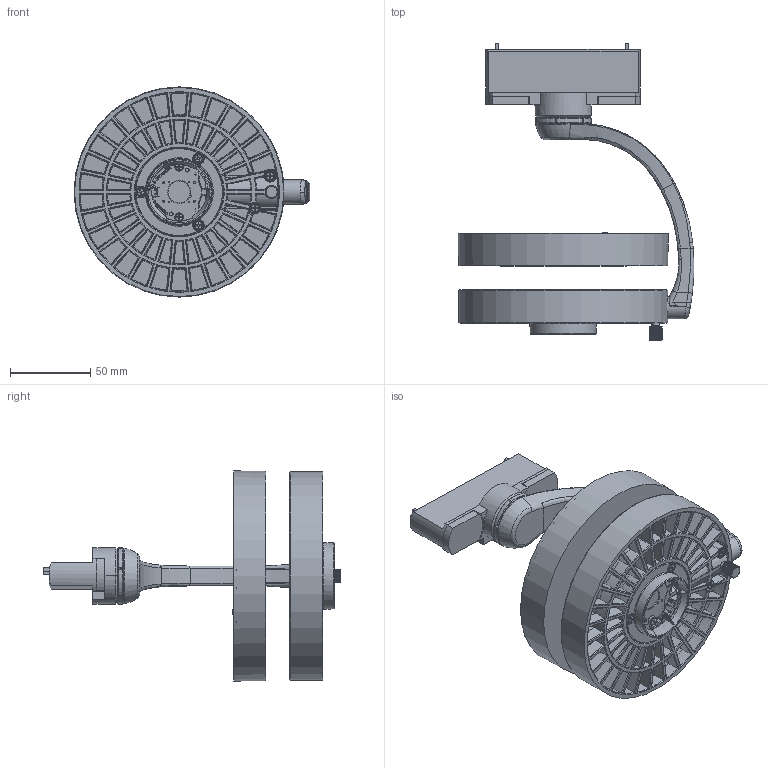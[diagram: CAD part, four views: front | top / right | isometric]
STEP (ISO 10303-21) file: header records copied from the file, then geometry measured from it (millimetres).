
FILE_DESCRIPTION (( 'STEP AP203' ), '1' );
FILE_NAME ('CATA TRACK.STEP', '2016-11-23T17:51:36', ( '' ), ( '' ), 'SwSTEP 2.0', 'SolidWorks 2012', '' );
FILE_SCHEMA (( 'CONFIG_CONTROL_DESIGN' ));
Products named in the file (1): CATA TRACK
Bounding box: 146.64 x 184.81 x 130.7 mm (x, y, z)
Surface area: 137836.5 mm2 (no closed solid volume)
Topology: 0 solids, 69 shells, 1636 faces, 6034 edges, 4273 vertices
Faces by surface type: plane 548, cylinder 397, torus 283, cone 266, bspline 126, sphere 16
Full cylindrical faces by diameter (mm): 0.6 x1, 1.2 x5, 2 x2, 2.75 x2, 3 x6, 5.4 x6, 6 x3, 15 x1, 40 x1, 41 x1, 130 x1
Entity records: 77024 total; most frequent: CARTESIAN_POINT 31977, ORIENTED_EDGE 9183, DIRECTION 7844, EDGE_CURVE 5940, VERTEX_POINT 4249, AXIS2_PLACEMENT_3D 2975, B_SPLINE_CURVE_WITH_KNOTS 2449, EDGE_LOOP 1904
